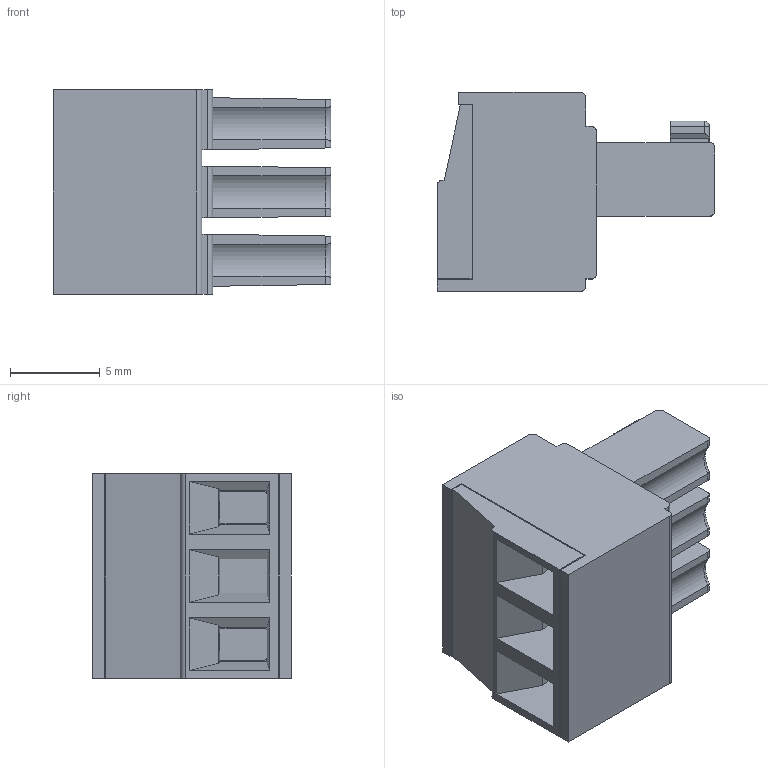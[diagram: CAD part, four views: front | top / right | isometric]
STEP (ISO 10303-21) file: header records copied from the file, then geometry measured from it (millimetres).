
FILE_DESCRIPTION(('STEP AP214'),'1');
FILE_NAME('SH02-7,62-S.stp','2018-11-19T09:55:43',(' '),(' '),'Spatial InterOp 3D',' ',' ');
FILE_SCHEMA(('AUTOMOTIVE_DESIGN { 1 0 10303 214 1 1 1 1 }'));
Length unit declared in the file: metre
Products named in the file (1): 1
Bounding box: 15.5 x 11.1 x 11.43 mm (x, y, z)
Volume: 1054.3 mm3; surface area: 1365.8 mm2
Topology: 1 solids, 1 shells, 227 faces, 597 edges, 379 vertices
Faces by surface type: plane 151, cylinder 54, cone 9, torus 7, sphere 6
Full cylindrical faces by diameter (mm): 1.2 x3, 1.8 x1, 2.8 x3, 3 x3
Entity records: 8599 total; most frequent: CARTESIAN_POINT 1309, ORIENTED_EDGE 1118, DIRECTION 1112, EDGE_CURVE 559, LINE 414, VECTOR 414, VERTEX_POINT 366, AXIS2_PLACEMENT_3D 349
